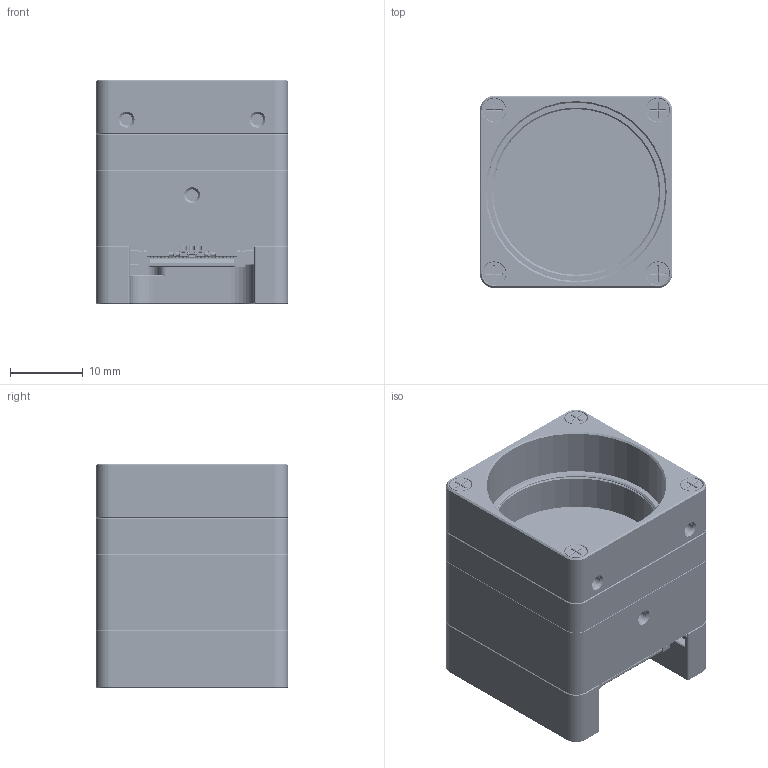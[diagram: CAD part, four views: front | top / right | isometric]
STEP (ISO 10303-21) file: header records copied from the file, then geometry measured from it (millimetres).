
FILE_DESCRIPTION(/* description */ (''),/* implementation_level */ '2;1');
FILE_NAME(/* name */ 'MX081xG-SY-FL_01-LW-STP.stp',/* time_stamp */ '2023-11-20T15:10:13+01:00',/* author */ (''),/* organization */ (''),/* preprocessor_version */ 'ST-DEVELOPER v18.102',/* originating_system */ 'SIEMENS PLM Software NX2206.6002',/* authorisation */ '');
FILE_SCHEMA (('AUTOMOTIVE_DESIGN { 1 0 10303 214 3 1 1 1 }'));
Products named in the file (20): 001023_01_1-SROB-M2X14-CUST; 001455_03_1-MECH-MQ-CS-C; 001458_03_1-MECH-MQ-FRONT; 004330_01_1-IMX487; 001224_01_1-MECH-LIGHTPIPE-1.63X4.14; 002915_02_1-MECH-MX-X2G2-REAR; 001246_01_1-MECH-O-RING-22X1-VI370; 001186_02_1-FLT-BK7-AR2X-D25; 001124_01_1-SROB-M1.4X3-SLOT-STNLS; 001450_01_1-MECH-MT023XG-SY-GSKT; 004326_01_1-MECH-MT-MID-IMX421; 002625_11_1-MX-X2G2-MAIN-FL-PCA; 001359_01_1-TP-10X10X1-TGA6200; 001098_01_1-SROB-M2X10-CUST; 002877_01_1-SUBASSM-MQ-FRONT; 004329_01_1-MT-IMX487-SENSOR-PCA; 004335_01_1-MT-IMX487x-FRONT-SUBASSM; 002799_01_1-MECH-MX-X2G2-REAR-LP; 002892_02_1-MX-X2G2-REAR-FL-SUBASSM; MX081xG-SY-FL_01-STP_stp
Assembly tree (31 placements, depth 4):
  MX081xG-SY-FL_01-STP_stp
    002892_02_1-MX-X2G2-REAR-FL-SUBASSM
      002799_01_1-MECH-MX-X2G2-REAR-LP
        002915_02_1-MECH-MX-X2G2-REAR
        001224_01_1-MECH-LIGHTPIPE-1.63X4.14  x4
      001359_01_1-TP-10X10X1-TGA6200
      002625_11_1-MX-X2G2-MAIN-FL-PCA
    001098_01_1-SROB-M2X10-CUST  x4
    004335_01_1-MT-IMX487x-FRONT-SUBASSM
      004326_01_1-MECH-MT-MID-IMX421
      004329_01_1-MT-IMX487-SENSOR-PCA
        004330_01_1-IMX487
      001450_01_1-MECH-MT023XG-SY-GSKT
      001124_01_1-SROB-M1.4X3-SLOT-STNLS  x4
      002877_01_1-SUBASSM-MQ-FRONT
        001458_03_1-MECH-MQ-FRONT
        001455_03_1-MECH-MQ-CS-C
        001023_01_1-SROB-M2X14-CUST  x4
      001186_02_1-FLT-BK7-AR2X-D25
      001246_01_1-MECH-O-RING-22X1-VI370
Bounding box: 26.4 x 26.4 x 30.91 mm (x, y, z)
Volume: 10698 mm3; surface area: 17731.9 mm2
Topology: 36 solids, 36 shells, 8201 faces, 22478 edges, 14763 vertices
Faces by surface type: plane 5787, cylinder 2116, cone 248, torus 49, extrusion 1
Full cylindrical faces by diameter (mm): 0.6 x226, 0.9 x4, 1 x1, 1.2 x4, 1.4 x4, 1.6 x16, 1.9 x8, 2 x12, 2.1 x4, 2.6 x4, 3 x8, 3.2 x4, 3.35 x4, 21 x1, 21.6 x1, 22.8 x2, 24.4 x1, 24.541 x1, 25 x1, 25.1 x1
Entity records: 252776 total; most frequent: CARTESIAN_POINT 44137, ORIENTED_EDGE 42824, DIRECTION 41727, EDGE_CURVE 21412, VECTOR 16793, LINE 16792, VERTEX_POINT 14312, AXIS2_PLACEMENT_3D 12467
